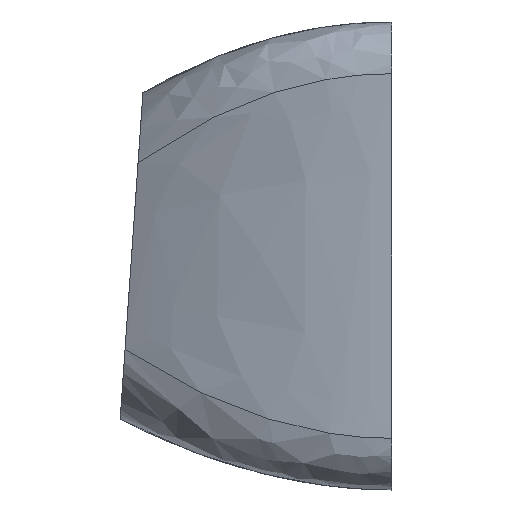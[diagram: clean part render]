
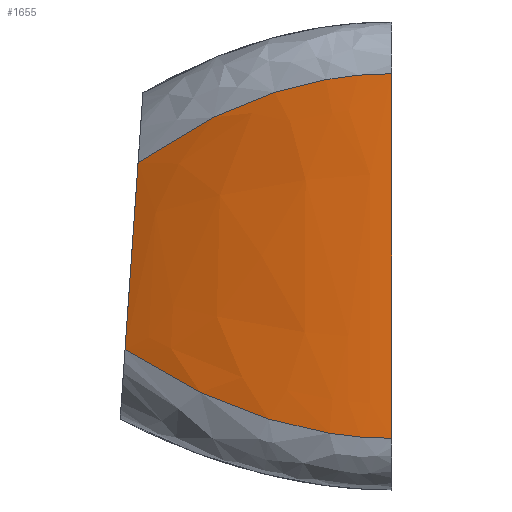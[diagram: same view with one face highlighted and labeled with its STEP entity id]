
A CAD part, left-side view. The second image highlights one B-rep face of the part: STEP entity #1655.
In plain terms, the highlighted free-form (B-spline) face has degree [3, 3] with [4, 4] control points.
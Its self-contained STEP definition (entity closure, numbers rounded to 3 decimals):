
#46=B_SPLINE_SURFACE_WITH_KNOTS('',3,3,((#2869,#2870,#2871,#2872),(#2873,
#2874,#2875,#2876),(#2877,#2878,#2879,#2880),(#2881,#2882,#2883,#2884)),
 .UNSPECIFIED.,.F.,.F.,.F.,(4,4),(4,4),(0.,1.),(0.,1.),.UNSPECIFIED.);
#88=B_SPLINE_CURVE_WITH_KNOTS('',3,(#2885,#2886,#2887,#2888),
 .UNSPECIFIED.,.F.,.F.,(4,4),(0.,1.),.UNSPECIFIED.);
#89=B_SPLINE_CURVE_WITH_KNOTS('',3,(#2889,#2890,#2891,#2892),
 .UNSPECIFIED.,.F.,.F.,(4,4),(0.,1.),.UNSPECIFIED.);
#122=FACE_OUTER_BOUND('',#223,.T.);
#223=EDGE_LOOP('',(#1213,#1214,#1215,#1216));
#336=LINE('',#2838,#527);
#340=LINE('',#2855,#531);
#527=VECTOR('',#1910,10.);
#531=VECTOR('',#1924,10.);
#722=VERTEX_POINT('',#2836);
#723=VERTEX_POINT('',#2837);
#730=VERTEX_POINT('',#2853);
#731=VERTEX_POINT('',#2854);
#900=EDGE_CURVE('',#722,#723,#336,.T.);
#908=EDGE_CURVE('',#730,#731,#340,.T.);
#916=EDGE_CURVE('',#730,#722,#88,.T.);
#917=EDGE_CURVE('',#731,#723,#89,.T.);
#1213=ORIENTED_EDGE('',*,*,#908,.F.);
#1214=ORIENTED_EDGE('',*,*,#916,.T.);
#1215=ORIENTED_EDGE('',*,*,#900,.T.);
#1216=ORIENTED_EDGE('',*,*,#917,.F.);
#1655=ADVANCED_FACE('',(#122),#46,.F.);
#1910=DIRECTION('',(0.,0.,1.));
#1924=DIRECTION('',(0.,-0.07,0.998));
#2836=CARTESIAN_POINT('',(0.,0.,2.));
#2837=CARTESIAN_POINT('',(0.,0.,16.1));
#2838=CARTESIAN_POINT('',(0.,0.,2.));
#2853=CARTESIAN_POINT('',(2.675,10.32,5.431));
#2854=CARTESIAN_POINT('',(2.675,9.814,12.669));
#2855=CARTESIAN_POINT('',(2.675,10.32,5.431));
#2869=CARTESIAN_POINT('Ctrl Pts',(2.675,10.32,5.431));
#2870=CARTESIAN_POINT('Ctrl Pts',(0.892,6.88,3.144));
#2871=CARTESIAN_POINT('Ctrl Pts',(0.,3.356,
2.));
#2872=CARTESIAN_POINT('Ctrl Pts',(0.,0.,2.));
#2873=CARTESIAN_POINT('Ctrl Pts',(2.675,10.222,6.841));
#2874=CARTESIAN_POINT('Ctrl Pts',(0.931,6.814,4.776));
#2875=CARTESIAN_POINT('Ctrl Pts',(0.,3.356,
3.047));
#2876=CARTESIAN_POINT('Ctrl Pts',(0.,0.,3.047));
#2877=CARTESIAN_POINT('Ctrl Pts',(2.675,9.913,11.259));
#2878=CARTESIAN_POINT('Ctrl Pts',(0.931,6.608,13.324));
#2879=CARTESIAN_POINT('Ctrl Pts',(0.,3.356,
15.053));
#2880=CARTESIAN_POINT('Ctrl Pts',(0.,0.,15.053));
#2881=CARTESIAN_POINT('Ctrl Pts',(2.675,9.814,12.669));
#2882=CARTESIAN_POINT('Ctrl Pts',(0.892,6.543,14.956));
#2883=CARTESIAN_POINT('Ctrl Pts',(0.,3.356,
16.1));
#2884=CARTESIAN_POINT('Ctrl Pts',(0.,0.,16.1));
#2885=CARTESIAN_POINT('Ctrl Pts',(2.675,10.32,5.431));
#2886=CARTESIAN_POINT('Ctrl Pts',(0.892,6.88,3.144));
#2887=CARTESIAN_POINT('Ctrl Pts',(0.,3.356,
2.));
#2888=CARTESIAN_POINT('Ctrl Pts',(0.,0.,
2.));
#2889=CARTESIAN_POINT('Ctrl Pts',(2.675,9.814,12.669));
#2890=CARTESIAN_POINT('Ctrl Pts',(0.892,6.543,14.956));
#2891=CARTESIAN_POINT('Ctrl Pts',(0.,3.356,
16.1));
#2892=CARTESIAN_POINT('Ctrl Pts',(0.,0.,16.1));
